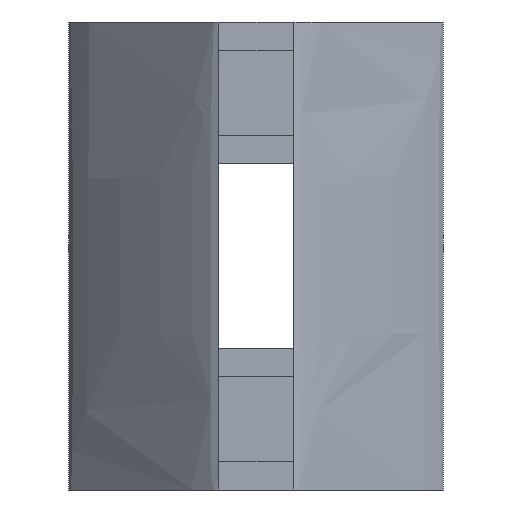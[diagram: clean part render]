
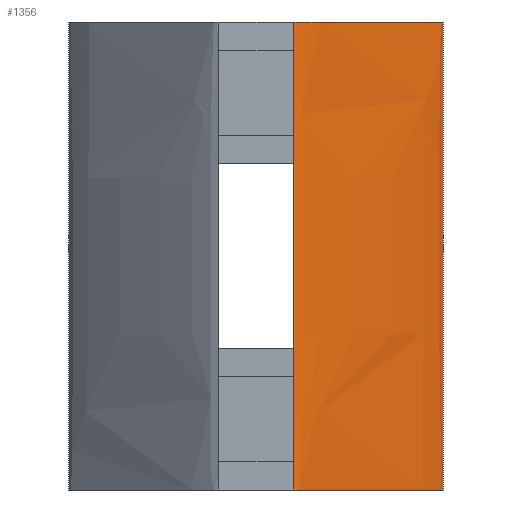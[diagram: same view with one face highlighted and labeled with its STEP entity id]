
A CAD part, left-side view. The second image highlights one B-rep face of the part: STEP entity #1356.
In plain terms, the highlighted free-form (B-spline) face has degree [3, 3] with [10, 4] control points.
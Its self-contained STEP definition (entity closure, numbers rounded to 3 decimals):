
#17=B_SPLINE_SURFACE_WITH_KNOTS('',3,3,((#2437,#2438,#2439,#2440),(#2441,
#2442,#2443,#2444),(#2445,#2446,#2447,#2448),(#2449,#2450,#2451,#2452),
(#2453,#2454,#2455,#2456),(#2457,#2458,#2459,#2460),(#2461,#2462,#2463,
#2464),(#2465,#2466,#2467,#2468),(#2469,#2470,#2471,#2472),(#2473,#2474,
#2475,#2476)),.UNSPECIFIED.,.F.,.F.,.F.,(4,1,1,1,1,1,1,4),(4,4),(0.,0.143,
0.286,0.429,0.571,0.714,
0.857,1.),(0.,5.),.UNSPECIFIED.);
#47=B_SPLINE_CURVE_WITH_KNOTS('',3,(#1907,#1908,#1909,#1910),
 .UNSPECIFIED.,.F.,.F.,(4,4),(0.3,4.7),.UNSPECIFIED.);
#49=B_SPLINE_CURVE_WITH_KNOTS('',3,(#1923,#1924,#1925,#1926),
 .UNSPECIFIED.,.F.,.F.,(4,4),(4.7,5.),.UNSPECIFIED.);
#50=B_SPLINE_CURVE_WITH_KNOTS('',3,(#1929,#1930,#1931,#1932),
 .UNSPECIFIED.,.F.,.F.,(4,4),(0.,0.3),
 .UNSPECIFIED.);
#52=B_SPLINE_CURVE_WITH_KNOTS('',3,(#2163,#2164,#2165,#2166,#2167,#2168,
#2169,#2170,#2171,#2172,#2173,#2174,#2175,#2176,#2177,#2178,#2179,#2180,
#2181,#2182,#2183,#2184),.UNSPECIFIED.,.F.,.F.,(4,3,3,3,3,3,3,4),(0.,0.176,
0.353,0.529,0.706,0.882,
1.058,1.235),.UNSPECIFIED.);
#62=B_SPLINE_CURVE_WITH_KNOTS('',3,(#2433,#2434,#2435,#2436),
 .UNSPECIFIED.,.F.,.F.,(4,4),(-5.,0.),.UNSPECIFIED.);
#63=B_SPLINE_CURVE_WITH_KNOTS('',3,(#2477,#2478,#2479,#2480,#2481,#2482,
#2483,#2484,#2485,#2486,#2487,#2488,#2489,#2490,#2491,#2492,#2493,#2494,
#2495,#2496,#2497,#2498),.UNSPECIFIED.,.F.,.F.,(4,3,3,3,3,3,3,4),(0.,0.176,
0.353,0.529,0.706,0.882,
1.058,1.235),.UNSPECIFIED.);
#219=FACE_OUTER_BOUND('',#328,.T.);
#328=EDGE_LOOP('',(#1185,#1186,#1187,#1188,#1189,#1190));
#600=VERTEX_POINT('',#1900);
#602=VERTEX_POINT('',#1906);
#604=VERTEX_POINT('',#1921);
#605=VERTEX_POINT('',#1928);
#672=VERTEX_POINT('',#2161);
#687=VERTEX_POINT('',#2431);
#727=EDGE_CURVE('',#602,#600,#47,.T.);
#733=EDGE_CURVE('',#600,#604,#49,.T.);
#734=EDGE_CURVE('',#605,#602,#50,.T.);
#838=EDGE_CURVE('',#604,#672,#52,.T.);
#867=EDGE_CURVE('',#672,#687,#62,.T.);
#868=EDGE_CURVE('',#687,#605,#63,.T.);
#1185=ORIENTED_EDGE('',*,*,#838,.T.);
#1186=ORIENTED_EDGE('',*,*,#867,.T.);
#1187=ORIENTED_EDGE('',*,*,#868,.T.);
#1188=ORIENTED_EDGE('',*,*,#734,.T.);
#1189=ORIENTED_EDGE('',*,*,#727,.T.);
#1190=ORIENTED_EDGE('',*,*,#733,.T.);
#1356=ADVANCED_FACE('',(#219),#17,.T.);
#1900=CARTESIAN_POINT('',(-104.4,-4.,-79.));
#1906=CARTESIAN_POINT('',(-104.4,-4.,-35.));
#1907=CARTESIAN_POINT('Ctrl Pts',(-104.4,-4.,-35.));
#1908=CARTESIAN_POINT('Ctrl Pts',(-104.4,-4.,-49.667));
#1909=CARTESIAN_POINT('Ctrl Pts',(-104.4,-4.,-64.333));
#1910=CARTESIAN_POINT('Ctrl Pts',(-104.4,-4.,-79.));
#1921=CARTESIAN_POINT('',(-104.4,-4.,-82.));
#1923=CARTESIAN_POINT('Ctrl Pts',(-104.4,-4.,-79.));
#1924=CARTESIAN_POINT('Ctrl Pts',(-104.4,-4.,-80.));
#1925=CARTESIAN_POINT('Ctrl Pts',(-104.4,-4.,-81.));
#1926=CARTESIAN_POINT('Ctrl Pts',(-104.4,-4.,-82.));
#1928=CARTESIAN_POINT('',(-104.4,-4.,-32.));
#1929=CARTESIAN_POINT('Ctrl Pts',(-104.4,-4.,-32.));
#1930=CARTESIAN_POINT('Ctrl Pts',(-104.4,-4.,-33.));
#1931=CARTESIAN_POINT('Ctrl Pts',(-104.4,-4.,-34.));
#1932=CARTESIAN_POINT('Ctrl Pts',(-104.4,-4.,-35.));
#2161=CARTESIAN_POINT('',(-88.4,-20.,-82.));
#2163=CARTESIAN_POINT('Ctrl Pts',(-104.4,-4.,-82.));
#2164=CARTESIAN_POINT('Ctrl Pts',(-104.4,-4.108,-82.));
#2165=CARTESIAN_POINT('Ctrl Pts',(-104.295,-4.335,-82.));
#2166=CARTESIAN_POINT('Ctrl Pts',(-103.977,-4.781,-82.));
#2167=CARTESIAN_POINT('Ctrl Pts',(-103.66,-5.228,-82.));
#2168=CARTESIAN_POINT('Ctrl Pts',(-103.13,-5.894,-82.));
#2169=CARTESIAN_POINT('Ctrl Pts',(-102.298,-6.846,-82.));
#2170=CARTESIAN_POINT('Ctrl Pts',(-101.466,-7.798,-82.));
#2171=CARTESIAN_POINT('Ctrl Pts',(-100.331,-9.036,-82.));
#2172=CARTESIAN_POINT('Ctrl Pts',(-99.01,-10.407,-82.));
#2173=CARTESIAN_POINT('Ctrl Pts',(-97.69,-11.779,-82.));
#2174=CARTESIAN_POINT('Ctrl Pts',(-96.184,-13.285,-82.));
#2175=CARTESIAN_POINT('Ctrl Pts',(-94.811,-14.607,-82.));
#2176=CARTESIAN_POINT('Ctrl Pts',(-93.438,-15.928,-82.));
#2177=CARTESIAN_POINT('Ctrl Pts',(-92.197,-17.066,-82.));
#2178=CARTESIAN_POINT('Ctrl Pts',(-91.245,-17.899,-82.));
#2179=CARTESIAN_POINT('Ctrl Pts',(-90.292,-18.732,-82.));
#2180=CARTESIAN_POINT('Ctrl Pts',(-89.627,-19.26,-82.));
#2181=CARTESIAN_POINT('Ctrl Pts',(-89.181,-19.577,-82.));
#2182=CARTESIAN_POINT('Ctrl Pts',(-88.735,-19.894,-82.));
#2183=CARTESIAN_POINT('Ctrl Pts',(-88.508,-20.,-82.));
#2184=CARTESIAN_POINT('Ctrl Pts',(-88.4,-20.,-82.));
#2431=CARTESIAN_POINT('',(-88.4,-20.,-32.));
#2433=CARTESIAN_POINT('Ctrl Pts',(-88.4,-20.,-82.));
#2434=CARTESIAN_POINT('Ctrl Pts',(-88.4,-20.,-65.333));
#2435=CARTESIAN_POINT('Ctrl Pts',(-88.4,-20.,-48.667));
#2436=CARTESIAN_POINT('Ctrl Pts',(-88.4,-20.,-32.));
#2437=CARTESIAN_POINT('Ctrl Pts',(-88.4,-20.,-32.));
#2438=CARTESIAN_POINT('Ctrl Pts',(-88.4,-20.,-48.667));
#2439=CARTESIAN_POINT('Ctrl Pts',(-88.4,-20.,-65.333));
#2440=CARTESIAN_POINT('Ctrl Pts',(-88.4,-20.,-82.));
#2441=CARTESIAN_POINT('Ctrl Pts',(-88.508,-20.,-32.));
#2442=CARTESIAN_POINT('Ctrl Pts',(-88.508,-20.,-48.667));
#2443=CARTESIAN_POINT('Ctrl Pts',(-88.508,-20.,-65.333));
#2444=CARTESIAN_POINT('Ctrl Pts',(-88.508,-20.,-82.));
#2445=CARTESIAN_POINT('Ctrl Pts',(-88.963,-19.788,-32.));
#2446=CARTESIAN_POINT('Ctrl Pts',(-88.963,-19.788,-48.667));
#2447=CARTESIAN_POINT('Ctrl Pts',(-88.963,-19.788,-65.333));
#2448=CARTESIAN_POINT('Ctrl Pts',(-88.963,-19.788,-82.));
#2449=CARTESIAN_POINT('Ctrl Pts',(-90.957,-18.204,-32.));
#2450=CARTESIAN_POINT('Ctrl Pts',(-90.957,-18.204,-48.667));
#2451=CARTESIAN_POINT('Ctrl Pts',(-90.957,-18.204,-65.333));
#2452=CARTESIAN_POINT('Ctrl Pts',(-90.957,-18.204,-82.));
#2453=CARTESIAN_POINT('Ctrl Pts',(-94.678,-14.79,-32.));
#2454=CARTESIAN_POINT('Ctrl Pts',(-94.678,-14.79,-48.667));
#2455=CARTESIAN_POINT('Ctrl Pts',(-94.678,-14.79,-65.333));
#2456=CARTESIAN_POINT('Ctrl Pts',(-94.678,-14.79,-82.));
#2457=CARTESIAN_POINT('Ctrl Pts',(-99.196,-10.273,-32.));
#2458=CARTESIAN_POINT('Ctrl Pts',(-99.196,-10.273,-48.667));
#2459=CARTESIAN_POINT('Ctrl Pts',(-99.196,-10.273,-65.333));
#2460=CARTESIAN_POINT('Ctrl Pts',(-99.196,-10.273,-82.));
#2461=CARTESIAN_POINT('Ctrl Pts',(-102.6,-6.561,-32.));
#2462=CARTESIAN_POINT('Ctrl Pts',(-102.6,-6.561,-48.667));
#2463=CARTESIAN_POINT('Ctrl Pts',(-102.6,-6.561,-65.333));
#2464=CARTESIAN_POINT('Ctrl Pts',(-102.6,-6.561,-82.));
#2465=CARTESIAN_POINT('Ctrl Pts',(-104.189,-4.562,-32.));
#2466=CARTESIAN_POINT('Ctrl Pts',(-104.189,-4.562,-48.667));
#2467=CARTESIAN_POINT('Ctrl Pts',(-104.189,-4.562,-65.333));
#2468=CARTESIAN_POINT('Ctrl Pts',(-104.189,-4.562,-82.));
#2469=CARTESIAN_POINT('Ctrl Pts',(-104.4,-4.108,-32.));
#2470=CARTESIAN_POINT('Ctrl Pts',(-104.4,-4.108,-48.667));
#2471=CARTESIAN_POINT('Ctrl Pts',(-104.4,-4.108,-65.333));
#2472=CARTESIAN_POINT('Ctrl Pts',(-104.4,-4.108,-82.));
#2473=CARTESIAN_POINT('Ctrl Pts',(-104.4,-4.,-32.));
#2474=CARTESIAN_POINT('Ctrl Pts',(-104.4,-4.,-48.667));
#2475=CARTESIAN_POINT('Ctrl Pts',(-104.4,-4.,-65.333));
#2476=CARTESIAN_POINT('Ctrl Pts',(-104.4,-4.,-82.));
#2477=CARTESIAN_POINT('Ctrl Pts',(-88.4,-20.,-32.));
#2478=CARTESIAN_POINT('Ctrl Pts',(-88.508,-20.,-32.));
#2479=CARTESIAN_POINT('Ctrl Pts',(-88.735,-19.894,-32.));
#2480=CARTESIAN_POINT('Ctrl Pts',(-89.181,-19.577,-32.));
#2481=CARTESIAN_POINT('Ctrl Pts',(-89.627,-19.26,-32.));
#2482=CARTESIAN_POINT('Ctrl Pts',(-90.292,-18.732,-32.));
#2483=CARTESIAN_POINT('Ctrl Pts',(-91.245,-17.899,-32.));
#2484=CARTESIAN_POINT('Ctrl Pts',(-92.197,-17.066,-32.));
#2485=CARTESIAN_POINT('Ctrl Pts',(-93.438,-15.928,-32.));
#2486=CARTESIAN_POINT('Ctrl Pts',(-94.811,-14.607,-32.));
#2487=CARTESIAN_POINT('Ctrl Pts',(-96.184,-13.285,-32.));
#2488=CARTESIAN_POINT('Ctrl Pts',(-97.69,-11.779,-32.));
#2489=CARTESIAN_POINT('Ctrl Pts',(-99.01,-10.407,-32.));
#2490=CARTESIAN_POINT('Ctrl Pts',(-100.331,-9.036,-32.));
#2491=CARTESIAN_POINT('Ctrl Pts',(-101.466,-7.798,-32.));
#2492=CARTESIAN_POINT('Ctrl Pts',(-102.298,-6.846,-32.));
#2493=CARTESIAN_POINT('Ctrl Pts',(-103.13,-5.894,-32.));
#2494=CARTESIAN_POINT('Ctrl Pts',(-103.66,-5.228,-32.));
#2495=CARTESIAN_POINT('Ctrl Pts',(-103.977,-4.781,-32.));
#2496=CARTESIAN_POINT('Ctrl Pts',(-104.295,-4.335,-32.));
#2497=CARTESIAN_POINT('Ctrl Pts',(-104.4,-4.108,-32.));
#2498=CARTESIAN_POINT('Ctrl Pts',(-104.4,-4.,-32.));
